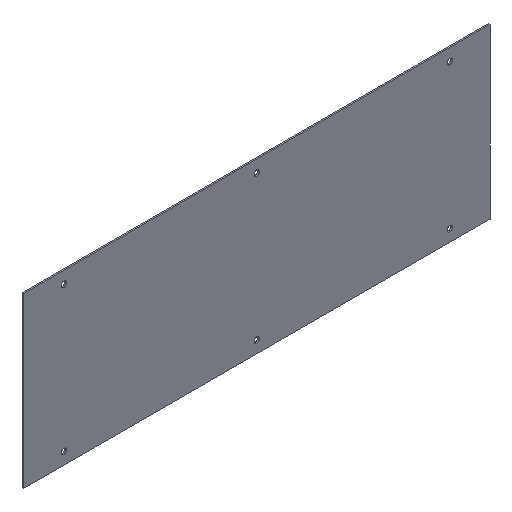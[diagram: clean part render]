
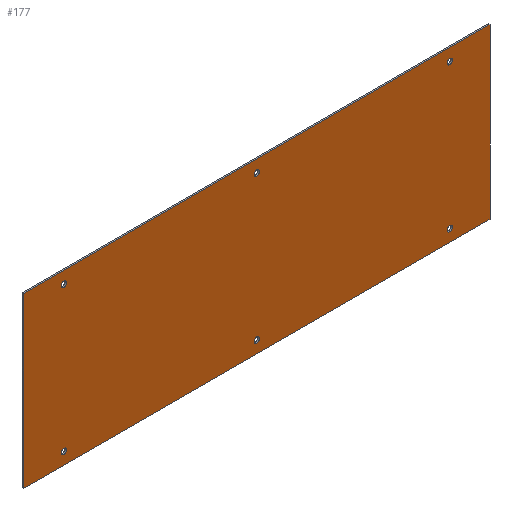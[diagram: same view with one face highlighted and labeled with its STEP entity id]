
A CAD part, isometric view. The second image highlights one B-rep face of the part: STEP entity #177.
In plain terms, the highlighted planar face has unit normal (0, -1, 0).
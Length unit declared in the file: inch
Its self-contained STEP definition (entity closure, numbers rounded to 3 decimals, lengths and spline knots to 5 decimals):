
#1 = DIRECTION ( 'NONE',  ( 0., 1., 0. ) ) ;
#6 = EDGE_CURVE ( 'NONE', #409, #28, #317, .T. ) ;
#19 = CARTESIAN_POINT ( 'NONE',  ( -10.875, -0.08, -3.9375 ) ) ;
#25 = VECTOR ( 'NONE', #228, 39.37008 ) ;
#28 = VERTEX_POINT ( 'NONE', #193 ) ;
#30 = EDGE_CURVE ( 'NONE', #28, #55, #287, .T. ) ;
#31 = ORIENTED_EDGE ( 'NONE', *, *, #372, .T. ) ;
#40 = VERTEX_POINT ( 'NONE', #335 ) ;
#45 = DIRECTION ( 'NONE',  ( 0., 0., 1. ) ) ;
#46 = DIRECTION ( 'NONE',  ( 0., 1., 0. ) ) ;
#50 = CARTESIAN_POINT ( 'NONE',  ( -9., -0.08, 3.5 ) ) ;
#55 = VERTEX_POINT ( 'NONE', #108 ) ;
#60 = EDGE_CURVE ( 'NONE', #88, #409, #394, .T. ) ;
#63 = VECTOR ( 'NONE', #265, 39.37008 ) ;
#67 = ORIENTED_EDGE ( 'NONE', *, *, #381, .T. ) ;
#69 = FACE_BOUND ( 'NONE', #338, .T. ) ;
#72 = CARTESIAN_POINT ( 'NONE',  ( 10.875, -0.08, -3.9375 ) ) ;
#74 = EDGE_LOOP ( 'NONE', ( #97 ) ) ;
#77 = EDGE_CURVE ( 'NONE', #347, #347, #383, .T. ) ;
#78 = FACE_BOUND ( 'NONE', #332, .T. ) ;
#87 = ORIENTED_EDGE ( 'NONE', *, *, #340, .T. ) ;
#88 = VERTEX_POINT ( 'NONE', #72 ) ;
#89 = CIRCLE ( 'NONE', #204, 0.125 ) ;
#97 = ORIENTED_EDGE ( 'NONE', *, *, #134, .T. ) ;
#104 = CARTESIAN_POINT ( 'NONE',  ( 10.875, -0.08, -3.9375 ) ) ;
#108 = CARTESIAN_POINT ( 'NONE',  ( 10.875, -0.08, 3.9375 ) ) ;
#110 = VERTEX_POINT ( 'NONE', #144 ) ;
#117 = DIRECTION ( 'NONE',  ( 0., 0., 1. ) ) ;
#127 = EDGE_CURVE ( 'NONE', #55, #88, #248, .T. ) ;
#134 = EDGE_CURVE ( 'NONE', #399, #399, #268, .T. ) ;
#138 = FACE_OUTER_BOUND ( 'NONE', #185, .T. ) ;
#144 = CARTESIAN_POINT ( 'NONE',  ( 9., -0.08, 3.5 ) ) ;
#156 = AXIS2_PLACEMENT_3D ( 'NONE', #191, #362, #328 ) ;
#165 = CARTESIAN_POINT ( 'NONE',  ( 0., -0.08, -3.375 ) ) ;
#173 = ORIENTED_EDGE ( 'NONE', *, *, #30, .F. ) ;
#174 = DIRECTION ( 'NONE',  ( 0., 0., 1. ) ) ;
#176 = EDGE_LOOP ( 'NONE', ( #325 ) ) ;
#177 = ADVANCED_FACE ( 'NONE', ( #78, #400, #249, #69, #311, #222, #138 ), #297, .F. ) ;
#178 = CIRCLE ( 'NONE', #343, 0.125 ) ;
#179 = DIRECTION ( 'NONE',  ( 0., 0., 1. ) ) ;
#185 = EDGE_LOOP ( 'NONE', ( #266, #313, #173, #290 ) ) ;
#189 = ORIENTED_EDGE ( 'NONE', *, *, #77, .T. ) ;
#190 = VECTOR ( 'NONE', #295, 39.37008 ) ;
#191 = CARTESIAN_POINT ( 'NONE',  ( 0., -0.08, 0. ) ) ;
#193 = CARTESIAN_POINT ( 'NONE',  ( -10.875, -0.08, 3.9375 ) ) ;
#194 = AXIS2_PLACEMENT_3D ( 'NONE', #202, #367, #243 ) ;
#196 = CARTESIAN_POINT ( 'NONE',  ( -10.875, -0.08, -3.9375 ) ) ;
#202 = CARTESIAN_POINT ( 'NONE',  ( -9., -0.08, 3.375 ) ) ;
#204 = AXIS2_PLACEMENT_3D ( 'NONE', #365, #341, #179 ) ;
#219 = EDGE_LOOP ( 'NONE', ( #189 ) ) ;
#222 = FACE_BOUND ( 'NONE', #219, .T. ) ;
#227 = AXIS2_PLACEMENT_3D ( 'NONE', #288, #1, #256 ) ;
#228 = DIRECTION ( 'NONE',  ( -1., 0., 0. ) ) ;
#229 = DIRECTION ( 'NONE',  ( 0., 0., -1. ) ) ;
#240 = DIRECTION ( 'NONE',  ( 0., 1., 0. ) ) ;
#243 = DIRECTION ( 'NONE',  ( 0., 0., 1. ) ) ;
#246 = EDGE_LOOP ( 'NONE', ( #31 ) ) ;
#247 = CARTESIAN_POINT ( 'NONE',  ( 0., -0.08, -3.25 ) ) ;
#248 = LINE ( 'NONE', #331, #405 ) ;
#249 = FACE_BOUND ( 'NONE', #74, .T. ) ;
#256 = DIRECTION ( 'NONE',  ( 0., 0., 1. ) ) ;
#265 = DIRECTION ( 'NONE',  ( 0., 0., 1. ) ) ;
#266 = ORIENTED_EDGE ( 'NONE', *, *, #60, .F. ) ;
#268 = CIRCLE ( 'NONE', #315, 0.125 ) ;
#287 = LINE ( 'NONE', #357, #190 ) ;
#288 = CARTESIAN_POINT ( 'NONE',  ( 9., -0.08, -3.375 ) ) ;
#290 = ORIENTED_EDGE ( 'NONE', *, *, #6, .F. ) ;
#293 = AXIS2_PLACEMENT_3D ( 'NONE', #393, #46, #117 ) ;
#295 = DIRECTION ( 'NONE',  ( 1., 0., 0. ) ) ;
#296 = EDGE_CURVE ( 'NONE', #110, #110, #178, .T. ) ;
#297 = PLANE ( 'NONE',  #156 ) ;
#305 = CARTESIAN_POINT ( 'NONE',  ( 9., -0.08, -3.25 ) ) ;
#310 = VERTEX_POINT ( 'NONE', #373 ) ;
#311 = FACE_BOUND ( 'NONE', #176, .T. ) ;
#313 = ORIENTED_EDGE ( 'NONE', *, *, #127, .F. ) ;
#315 = AXIS2_PLACEMENT_3D ( 'NONE', #165, #323, #45 ) ;
#317 = LINE ( 'NONE', #196, #63 ) ;
#323 = DIRECTION ( 'NONE',  ( 0., 1., 0. ) ) ;
#325 = ORIENTED_EDGE ( 'NONE', *, *, #296, .T. ) ;
#328 = DIRECTION ( 'NONE',  ( 0., 0., 1. ) ) ;
#330 = CIRCLE ( 'NONE', #293, 0.125 ) ;
#331 = CARTESIAN_POINT ( 'NONE',  ( 10.875, -0.08, 3.9375 ) ) ;
#332 = EDGE_LOOP ( 'NONE', ( #67 ) ) ;
#335 = CARTESIAN_POINT ( 'NONE',  ( 0., -0.08, 3.5 ) ) ;
#338 = EDGE_LOOP ( 'NONE', ( #87 ) ) ;
#340 = EDGE_CURVE ( 'NONE', #369, #369, #342, .T. ) ;
#341 = DIRECTION ( 'NONE',  ( 0., 1., 0. ) ) ;
#342 = CIRCLE ( 'NONE', #194, 0.125 ) ;
#343 = AXIS2_PLACEMENT_3D ( 'NONE', #396, #240, #174 ) ;
#347 = VERTEX_POINT ( 'NONE', #305 ) ;
#357 = CARTESIAN_POINT ( 'NONE',  ( -10.875, -0.08, 3.9375 ) ) ;
#362 = DIRECTION ( 'NONE',  ( 0., 1., 0. ) ) ;
#365 = CARTESIAN_POINT ( 'NONE',  ( -9., -0.08, -3.375 ) ) ;
#367 = DIRECTION ( 'NONE',  ( 0., 1., 0. ) ) ;
#369 = VERTEX_POINT ( 'NONE', #50 ) ;
#372 = EDGE_CURVE ( 'NONE', #40, #40, #330, .T. ) ;
#373 = CARTESIAN_POINT ( 'NONE',  ( -9., -0.08, -3.25 ) ) ;
#381 = EDGE_CURVE ( 'NONE', #310, #310, #89, .T. ) ;
#383 = CIRCLE ( 'NONE', #227, 0.125 ) ;
#393 = CARTESIAN_POINT ( 'NONE',  ( 0., -0.08, 3.375 ) ) ;
#394 = LINE ( 'NONE', #104, #25 ) ;
#396 = CARTESIAN_POINT ( 'NONE',  ( 9., -0.08, 3.375 ) ) ;
#399 = VERTEX_POINT ( 'NONE', #247 ) ;
#400 = FACE_BOUND ( 'NONE', #246, .T. ) ;
#405 = VECTOR ( 'NONE', #229, 39.37008 ) ;
#409 = VERTEX_POINT ( 'NONE', #19 ) ;
